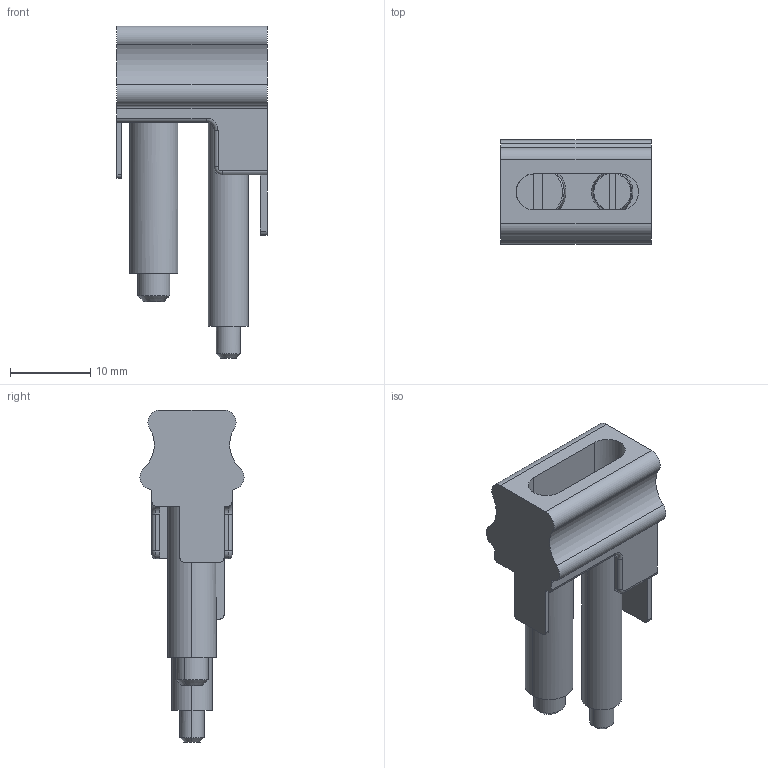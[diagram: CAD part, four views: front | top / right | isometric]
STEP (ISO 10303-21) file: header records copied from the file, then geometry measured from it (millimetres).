
FILE_DESCRIPTION(('CATIA V5 STEP Exchange','CAx-IF Rec.Pracs.--- Model Styling and Organization---1.4--- 2014-01-23'),'2;1');
FILE_NAME ('005290-4_1', '2021-12-06T13:16:55+00:00', ('none'), ('Weidmueller'), 'CATIA Version 5-6 Release 2016 SP3 HF44', 'CATIA V5 STEP AP214', 'none');
FILE_SCHEMA(('AUTOMOTIVE_DESIGN { 1 0 10303 214 1 1 1 1 }'));
Length unit declared in the file: millimetre
Products named in the file (1): 1064000000_16598_WQV_16-4-6_STP
Bounding box: 18.75 x 13 x 41.45 mm (x, y, z)
Volume: 3174.7 mm3; surface area: 2764.5 mm2
Topology: 1 solids, 1 shells, 90 faces, 236 edges, 153 vertices
Faces by surface type: plane 38, cylinder 32, cone 10, torus 10
Entity records: 2885 total; most frequent: CARTESIAN_POINT 679, ORIENTED_EDGE 472, DIRECTION 371, EDGE_CURVE 236, AXIS2_PLACEMENT_3D 167, VERTEX_POINT 153, VECTOR 127, LINE 127
